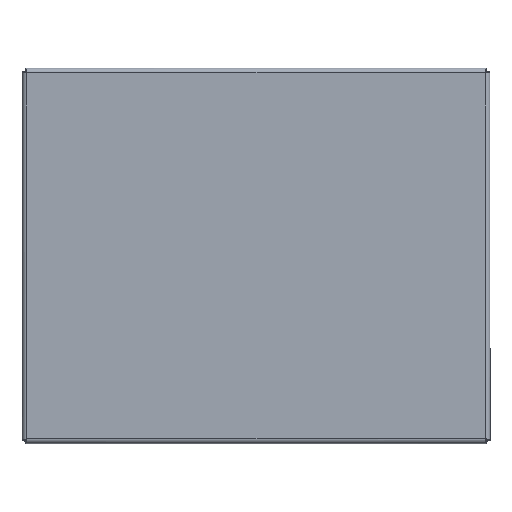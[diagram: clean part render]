
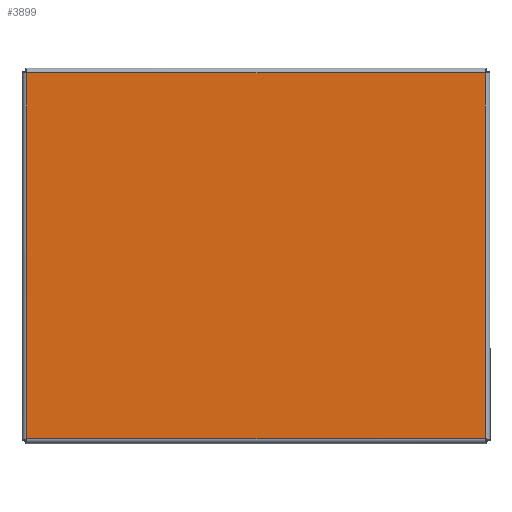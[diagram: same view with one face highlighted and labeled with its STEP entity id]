
A CAD part, top view. The second image highlights one B-rep face of the part: STEP entity #3899.
In plain terms, the highlighted planar face has unit normal (0, 0, 1).
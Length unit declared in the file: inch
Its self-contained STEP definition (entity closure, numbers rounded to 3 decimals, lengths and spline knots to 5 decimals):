
#166 = VERTEX_POINT ( 'NONE', #7074 ) ;
#296 = AXIS2_PLACEMENT_3D ( 'NONE', #1056, #1019, #990 ) ;
#330 = VERTEX_POINT ( 'NONE', #10110 ) ;
#866 = EDGE_CURVE ( 'NONE', #1343, #330, #4672, .T. ) ;
#990 = DIRECTION ( 'NONE',  ( 1., 0., 0. ) ) ;
#1019 = DIRECTION ( 'NONE',  ( 0., 0., 1. ) ) ;
#1056 = CARTESIAN_POINT ( 'NONE',  ( 4.0625, 5.0625, 0.074 ) ) ;
#1343 = VERTEX_POINT ( 'NONE', #6137 ) ;
#1392 = LINE ( 'NONE', #2387, #11076 ) ;
#1461 = ORIENTED_EDGE ( 'NONE', *, *, #7057, .T. ) ;
#1603 = DIRECTION ( 'NONE',  ( 1., 0., 0. ) ) ;
#2387 = CARTESIAN_POINT ( 'NONE',  ( 0.10525, 7.54113, 0.074 ) ) ;
#2616 = CARTESIAN_POINT ( 'NONE',  ( 8.01975, 2.58387, 0.074 ) ) ;
#3029 = PLANE ( 'NONE',  #296 ) ;
#3359 = FACE_OUTER_BOUND ( 'NONE', #5708, .T. ) ;
#3372 = VERTEX_POINT ( 'NONE', #6786 ) ;
#3447 = CARTESIAN_POINT ( 'NONE',  ( 6.04113, 10.01975, 0.074 ) ) ;
#3899 = ADVANCED_FACE ( 'NONE', ( #3359 ), #3029, .T. ) ;
#3958 = ORIENTED_EDGE ( 'NONE', *, *, #6523, .T. ) ;
#4672 = LINE ( 'NONE', #3447, #11922 ) ;
#5119 = ORIENTED_EDGE ( 'NONE', *, *, #10317, .T. ) ;
#5708 = EDGE_LOOP ( 'NONE', ( #3958, #6643, #1461, #5119 ) ) ;
#6137 = CARTESIAN_POINT ( 'NONE',  ( 8.01975, 10.01975, 0.074 ) ) ;
#6442 = VECTOR ( 'NONE', #1603, 39.37008 ) ;
#6523 = EDGE_CURVE ( 'NONE', #3372, #1343, #11481, .T. ) ;
#6643 = ORIENTED_EDGE ( 'NONE', *, *, #866, .T. ) ;
#6733 = LINE ( 'NONE', #11933, #6442 ) ;
#6786 = CARTESIAN_POINT ( 'NONE',  ( 8.01975, 0.10525, 0.074 ) ) ;
#7057 = EDGE_CURVE ( 'NONE', #330, #166, #1392, .T. ) ;
#7067 = DIRECTION ( 'NONE',  ( 0., -1., 0. ) ) ;
#7074 = CARTESIAN_POINT ( 'NONE',  ( 0.10525, 0.10525, 0.074 ) ) ;
#8168 = DIRECTION ( 'NONE',  ( 0., 1., 0. ) ) ;
#8886 = VECTOR ( 'NONE', #8168, 39.37008 ) ;
#9970 = DIRECTION ( 'NONE',  ( -1., 0., 0. ) ) ;
#10110 = CARTESIAN_POINT ( 'NONE',  ( 0.10525, 10.01975, 0.074 ) ) ;
#10317 = EDGE_CURVE ( 'NONE', #166, #3372, #6733, .T. ) ;
#11076 = VECTOR ( 'NONE', #7067, 39.37008 ) ;
#11481 = LINE ( 'NONE', #2616, #8886 ) ;
#11922 = VECTOR ( 'NONE', #9970, 39.37008 ) ;
#11933 = CARTESIAN_POINT ( 'NONE',  ( 2.08387, 0.10525, 0.074 ) ) ;
